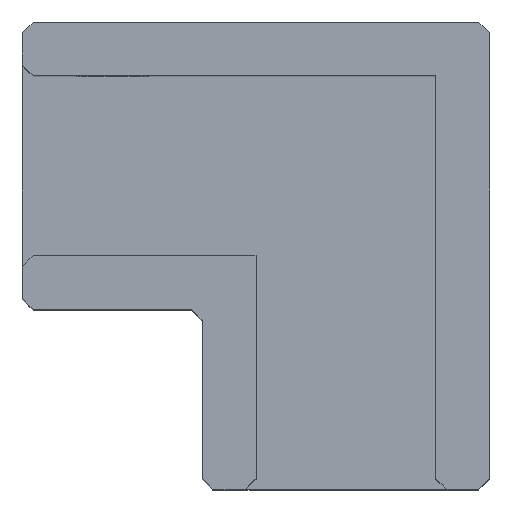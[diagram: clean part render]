
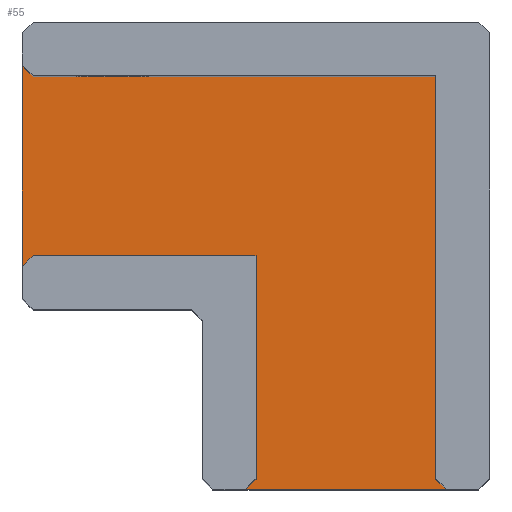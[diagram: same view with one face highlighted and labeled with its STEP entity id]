
A CAD part, top view. The second image highlights one B-rep face of the part: STEP entity #55.
In plain terms, the highlighted planar face has unit normal (0, 0, 1).
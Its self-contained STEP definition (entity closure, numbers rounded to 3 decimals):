
#55=ADVANCED_FACE('',(#139),#141,.T.);
#139=FACE_BOUND('',#140,.T.);
#140=EDGE_LOOP('',(#325,#326,#327,#328,#329,#330,#331,#332,#333,#334));
#141=PLANE('',#142);
#142=AXIS2_PLACEMENT_3D('',#143,#144,#145);
#143=CARTESIAN_POINT('',(0.,0.,3.));
#144=DIRECTION('',(0.,0.,1.));
#145=DIRECTION('',(-1.,0.,0.));
#325=ORIENTED_EDGE('',*,*,#468,.F.);
#326=ORIENTED_EDGE('',*,*,#469,.T.);
#327=ORIENTED_EDGE('',*,*,#450,.T.);
#328=ORIENTED_EDGE('',*,*,#470,.F.);
#329=ORIENTED_EDGE('',*,*,#471,.F.);
#330=ORIENTED_EDGE('',*,*,#472,.F.);
#331=ORIENTED_EDGE('',*,*,#447,.F.);
#332=ORIENTED_EDGE('',*,*,#465,.T.);
#333=ORIENTED_EDGE('',*,*,#473,.F.);
#334=ORIENTED_EDGE('',*,*,#474,.F.);
#447=EDGE_CURVE('',#523,#519,#525,.T.);
#450=EDGE_CURVE('',#531,#528,#532,.T.);
#465=EDGE_CURVE('',#523,#558,#561,.T.);
#468=EDGE_CURVE('',#565,#566,#567,.F.);
#469=EDGE_CURVE('',#565,#531,#568,.T.);
#470=EDGE_CURVE('',#569,#528,#570,.F.);
#471=EDGE_CURVE('',#571,#569,#572,.T.);
#472=EDGE_CURVE('',#519,#571,#573,.F.);
#473=EDGE_CURVE('',#574,#558,#575,.F.);
#474=EDGE_CURVE('',#566,#574,#576,.T.);
#519=VERTEX_POINT('',#645);
#523=VERTEX_POINT('',#653);
#525=LINE('',#657,#658);
#528=VERTEX_POINT('',#665);
#531=VERTEX_POINT('',#670);
#532=LINE('',#671,#672);
#558=VERTEX_POINT('',#728);
#561=LINE('',#733,#734);
#565=VERTEX_POINT('',#744);
#566=VERTEX_POINT('',#745);
#567=LINE('',#746,#747);
#568=LINE('',#749,#750);
#569=VERTEX_POINT('',#752);
#570=LINE('',#753,#754);
#571=VERTEX_POINT('',#756);
#572=LINE('',#757,#758);
#573=LINE('',#760,#761);
#574=VERTEX_POINT('',#763);
#575=LINE('',#764,#765);
#576=LINE('',#767,#768);
#645=CARTESIAN_POINT('',(-17.4,-5.,3.));
#653=CARTESIAN_POINT('',(-5.,-5.,3.));
#657=CARTESIAN_POINT('',(-5.,-5.,3.));
#658=VECTOR('',#659,1.);
#659=DIRECTION('',(-1.,0.,0.));
#665=CARTESIAN_POINT('',(-17.4,5.,3.));
#670=CARTESIAN_POINT('',(5.,5.,3.));
#671=CARTESIAN_POINT('',(5.,5.,3.));
#672=VECTOR('',#673,1.);
#673=DIRECTION('',(-1.,0.,0.));
#728=CARTESIAN_POINT('',(-5.,-17.4,3.));
#733=CARTESIAN_POINT('',(-5.,-5.,3.));
#734=VECTOR('',#735,1.);
#735=DIRECTION('',(0.,-1.,0.));
#744=CARTESIAN_POINT('',(5.,-17.4,3.));
#745=CARTESIAN_POINT('',(5.6,-18.,3.));
#746=CARTESIAN_POINT('',(5.6,-18.,3.));
#747=VECTOR('',#748,1.);
#748=DIRECTION('',(-0.707,0.707,0.));
#749=CARTESIAN_POINT('',(5.,-17.4,3.));
#750=VECTOR('',#751,1.);
#751=DIRECTION('',(0.,1.,0.));
#752=CARTESIAN_POINT('',(-18.,5.6,3.));
#753=CARTESIAN_POINT('',(-17.4,5.,3.));
#754=VECTOR('',#755,1.);
#755=DIRECTION('',(-0.707,0.707,0.));
#756=CARTESIAN_POINT('',(-18.,-5.6,3.));
#757=CARTESIAN_POINT('',(-18.,-5.6,3.));
#758=VECTOR('',#759,1.);
#759=DIRECTION('',(0.,1.,0.));
#760=CARTESIAN_POINT('',(-18.,-5.6,3.));
#761=VECTOR('',#762,1.);
#762=DIRECTION('',(0.707,0.707,0.));
#763=CARTESIAN_POINT('',(-5.6,-18.,3.));
#764=CARTESIAN_POINT('',(-5.,-17.4,3.));
#765=VECTOR('',#766,1.);
#766=DIRECTION('',(-0.707,-0.707,0.));
#767=CARTESIAN_POINT('',(5.6,-18.,3.));
#768=VECTOR('',#769,1.);
#769=DIRECTION('',(-1.,0.,0.));
